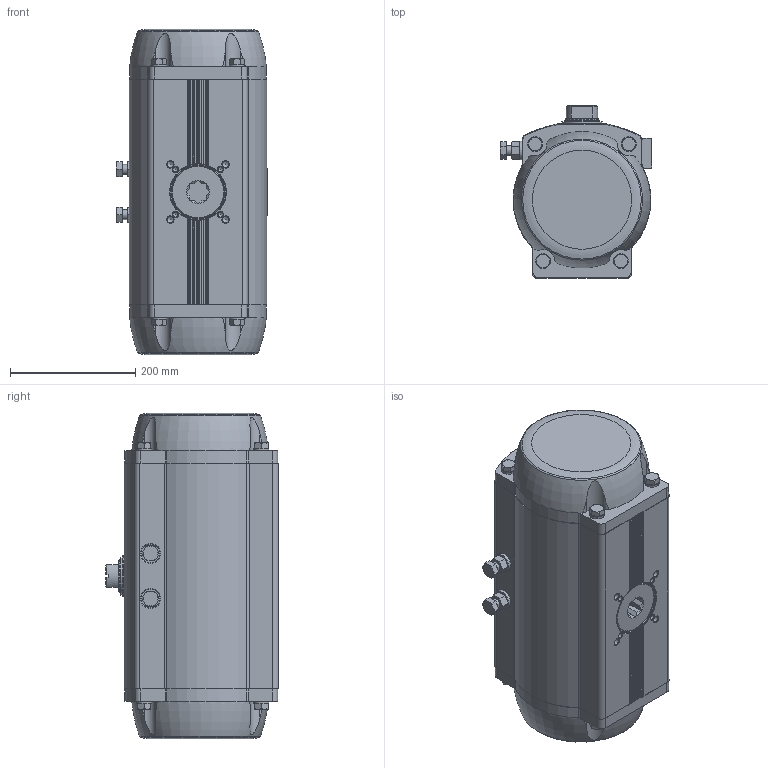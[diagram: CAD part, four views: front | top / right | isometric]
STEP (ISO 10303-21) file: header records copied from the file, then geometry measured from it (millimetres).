
FILE_DESCRIPTION(/* description */ ('STEP AP214'),/* implementation_level */ '2;1');
FILE_NAME(/* name */ '8084145_DFPD-1200-RP-90-RS60-F1012-R3-EP',/* time_stamp */ '2024-08-15T16:49:51+02:00',/* author */ ('License CC BY-ND 4.0'),/* organization */ ('CADENAS'),/* preprocessor_version */ 'ST-DEVELOPER v19.3',/* originating_system */ 'PARTsolutions',/* authorisation */ ' ');
FILE_SCHEMA (('AUTOMOTIVE_DESIGN {1 0 10303 214 3 1 1}'));
Length unit declared in the file: millimetre
Products named in the file (6): 8084145 DFPD-1200-RP-90-RS60-F1012-R3-EP---(0); 8042195 DFPD-1200-90-RS-F10-------(housing); 8042195 DFPD-1200(F10_0)---(shaft); 5235794 SCHEIBE 16.3X30X5-1.4301; 4952071 DFPD-900/1200; DIN 934 - M16(F)
Assembly tree (8 placements, depth 2):
  8084145 DFPD-1200-RP-90-RS60-F1012-R3-EP---(0)
    8042195 DFPD-1200-90-RS-F10-------(housing)
    8042195 DFPD-1200(F10_0)---(shaft)
    5235794 SCHEIBE 16.3X30X5-1.4301  x2
    4952071 DFPD-900/1200  x2
    DIN 934 - M16(F)  x2
Bounding box: 242.12 x 275.7 x 519.3 mm (x, y, z)
Volume: 22300151.2 mm3; surface area: 677356 mm2
Topology: 8 solids, 8 shells, 685 faces, 1661 edges, 1047 vertices
Faces by surface type: plane 304, cylinder 198, cone 139, torus 42, sphere 2
Full cylindrical faces by diameter (mm): 2.5 x2, 4.134 x8, 4.917 x1, 8.376 x4, 8.5 x2, 10 x2, 10.106 x4, 11.445 x2, 13.835 x4, 14 x2, 16 x2, 16.3 x2, 22.5 x4, 24 x8, 30 x2, 32 x2, 38 x1, 49 x1, 51.7 x2, 52 x1, 59.5 x1, 63 x1, 65 x1, 66.4 x1, 80.4 x2, 84.3 x1, 84.6 x1, 86 x1
Entity records: 18691 total; most frequent: CARTESIAN_POINT 4177, DIRECTION 2979, ORIENTED_EDGE 2782, EDGE_CURVE 1391, AXIS2_PLACEMENT_3D 1194, VERTEX_POINT 976, FACE_BOUND 875, EDGE_LOOP 858
